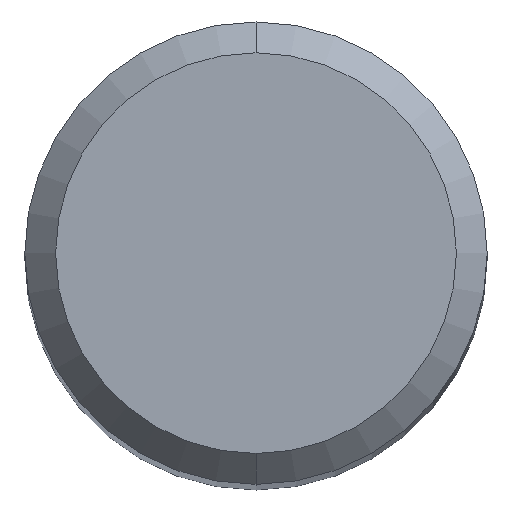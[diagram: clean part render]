
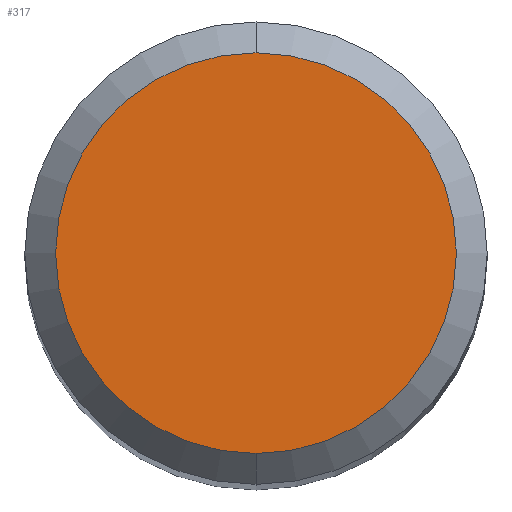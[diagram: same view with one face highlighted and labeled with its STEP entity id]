
A CAD part, top view. The second image highlights one B-rep face of the part: STEP entity #317.
In plain terms, the highlighted planar face has unit normal (0, 0, 1).
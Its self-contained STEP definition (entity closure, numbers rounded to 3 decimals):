
#207=VERTEX_POINT('',#516);
#223=EDGE_CURVE('',#327,#207,#535,.T.);
#317=ADVANCED_FACE('',(#636),#637,.T.);
#327=VERTEX_POINT('',#648);
#425=EDGE_CURVE('',#207,#327,#756,.T.);
#516=CARTESIAN_POINT('',(0.0,2.6,0.0));
#535=CIRCLE('',#891,2.6);
#636=FACE_OUTER_BOUND('',#1099,.T.);
#637=PLANE('',#1100);
#648=CARTESIAN_POINT('',(0.,-2.6,0.0));
#756=CIRCLE('',#1385,2.6);
#891=AXIS2_PLACEMENT_3D('',#1498,#1499,#1500);
#1099=EDGE_LOOP('',(#1606,#1607));
#1100=AXIS2_PLACEMENT_3D('',#1608,#1609,#1610);
#1385=AXIS2_PLACEMENT_3D('',#1731,#1732,#1733);
#1498=CARTESIAN_POINT('',(0.0,0.0,0.0));
#1499=DIRECTION('',(0.0,0.0,-1.0));
#1500=DIRECTION('',(0.0,1.0,0.0));
#1606=ORIENTED_EDGE('',*,*,#425,.F.);
#1607=ORIENTED_EDGE('',*,*,#223,.F.);
#1608=CARTESIAN_POINT('',(0.0,1.3,0.0));
#1609=DIRECTION('',(-0.0,0.0,1.0));
#1610=DIRECTION('',(0.0,-1.0,0.0));
#1731=CARTESIAN_POINT('',(0.0,0.0,0.0));
#1732=DIRECTION('',(0.0,0.0,-1.0));
#1733=DIRECTION('',(0.0,1.0,0.0));
